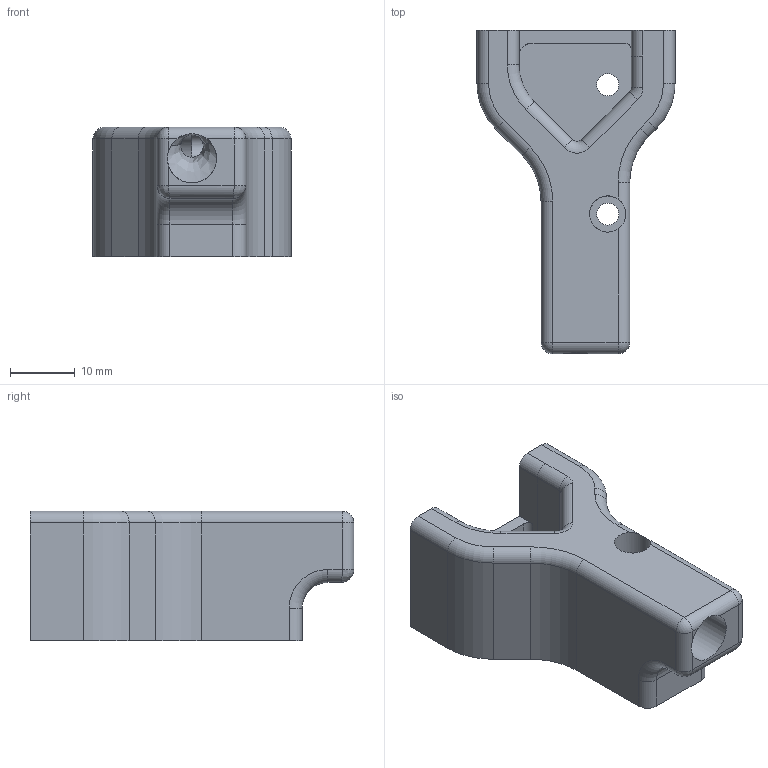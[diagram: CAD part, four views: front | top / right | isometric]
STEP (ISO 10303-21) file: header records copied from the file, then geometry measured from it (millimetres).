
FILE_DESCRIPTION(/* description */ (''),/* implementation_level */ '2;1');
FILE_NAME(/* name */ 'HevORT Hemera Volcano Berd Air Nozzle.step',/* time_stamp */ '2022-08-15T13:31:51-04:00',/* author */ (''),/* organization */ (''),/* preprocessor_version */ 'ST-DEVELOPER v19',/* originating_system */ 'Autodesk Translation Framework v11.7.0.108',/* authorisation */ '');
FILE_SCHEMA (('AUTOMOTIVE_DESIGN { 1 0 10303 214 3 1 1 }'));
Length unit declared in the file: millimetre
Products named in the file (1): Berd Air Volcano Mount
Bounding box: 30.6 x 50 x 20 mm (x, y, z)
Volume: 12595.1 mm3; surface area: 6559.7 mm2
Topology: 1 solids, 1 shells, 77 faces, 199 edges, 120 vertices
Faces by surface type: cylinder 38, plane 22, torus 11, bspline 4, sphere 2
Full cylindrical faces by diameter (mm): 3.4 x2, 3.5 x5, 5.6 x1, 7.6 x1
Entity records: 2681 total; most frequent: CARTESIAN_POINT 722, DIRECTION 431, ORIENTED_EDGE 394, EDGE_CURVE 197, AXIS2_PLACEMENT_3D 168, VERTEX_POINT 120, LINE 95, VECTOR 95
